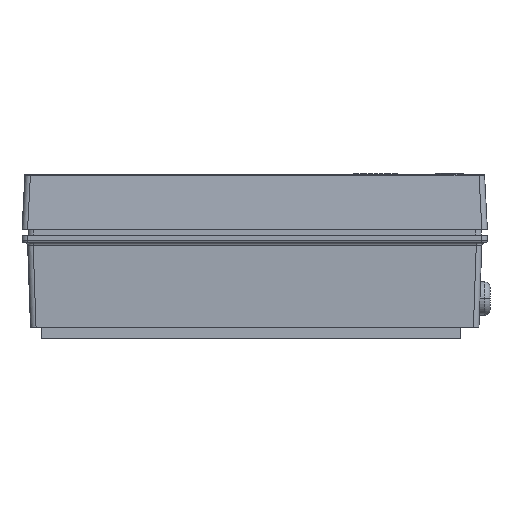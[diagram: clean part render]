
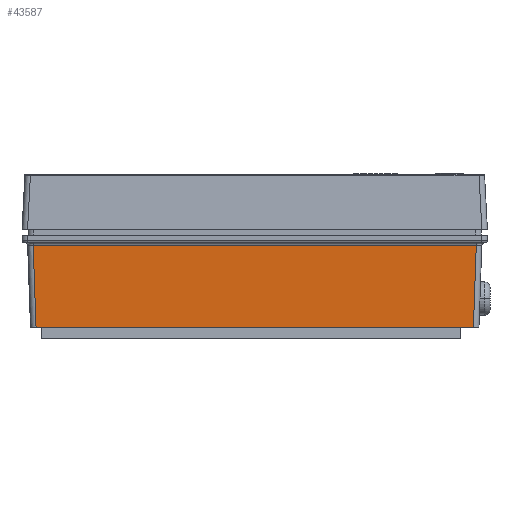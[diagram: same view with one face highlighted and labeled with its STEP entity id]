
A CAD part, left-side view. The second image highlights one B-rep face of the part: STEP entity #43587.
In plain terms, the highlighted planar face has unit normal (-0.999, 0, -0.035).
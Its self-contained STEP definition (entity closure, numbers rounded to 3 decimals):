
#8770=DIRECTION('',(0.,-1.,0.));
#8771=VECTOR('',#8770,78.932);
#8772=CARTESIAN_POINT('',(-40.465,39.466,
-17.66));
#8773=LINE('',#8772,#8771);
#10784=DIRECTION('',(-0.035,0.035,0.999));
#10785=VECTOR('',#10784,14.846);
#10786=CARTESIAN_POINT('',(-40.465,39.466,
-17.66));
#10787=LINE('',#10786,#10785);
#10788=DIRECTION('',(0.,-1.,0.));
#10789=VECTOR('',#10788,79.968);
#10790=CARTESIAN_POINT('',(-40.983,39.984,
-2.833));
#10791=LINE('',#10790,#10789);
#10792=DIRECTION('',(0.035,0.035,-0.999));
#10793=VECTOR('',#10792,14.846);
#10794=CARTESIAN_POINT('',(-40.983,-39.984,
-2.833));
#10795=LINE('',#10794,#10793);
#10815=CARTESIAN_POINT('',(-40.465,39.466,-17.66));
#25467=VERTEX_POINT('',#10815);
#25468=CARTESIAN_POINT('',(-40.465,-39.466,
-17.66));
#25469=VERTEX_POINT('',#25468);
#25855=CARTESIAN_POINT('',(-40.983,-39.984,
-2.833));
#25856=VERTEX_POINT('',#25855);
#25857=CARTESIAN_POINT('',(-40.983,39.984,
-2.833));
#25858=VERTEX_POINT('',#25857);
#43574=CARTESIAN_POINT('',(-41.,43.568,-2.35));
#43575=DIRECTION('',(0.999,0.,0.035));
#43576=DIRECTION('',(-0.035,0.,0.999));
#43577=AXIS2_PLACEMENT_3D('',#43574,#43575,#43576);
#43578=PLANE('',#43577);
#43579=ORIENTED_EDGE('',*,*,#41181,.F.);
#43581=ORIENTED_EDGE('',*,*,#43580,.T.);
#43583=ORIENTED_EDGE('',*,*,#43582,.T.);
#43584=ORIENTED_EDGE('',*,*,#43564,.T.);
#43585=EDGE_LOOP('',(#43579,#43581,#43583,#43584));
#43586=FACE_OUTER_BOUND('',#43585,.F.);
#43587=ADVANCED_FACE('',(#43586),#43578,.F.);
#41181=EDGE_CURVE('',#25467,#25469,#8773,.T.);
#43564=EDGE_CURVE('',#25856,#25469,#10795,.T.);
#43580=EDGE_CURVE('',#25467,#25858,#10787,.T.);
#43582=EDGE_CURVE('',#25858,#25856,#10791,.T.);
